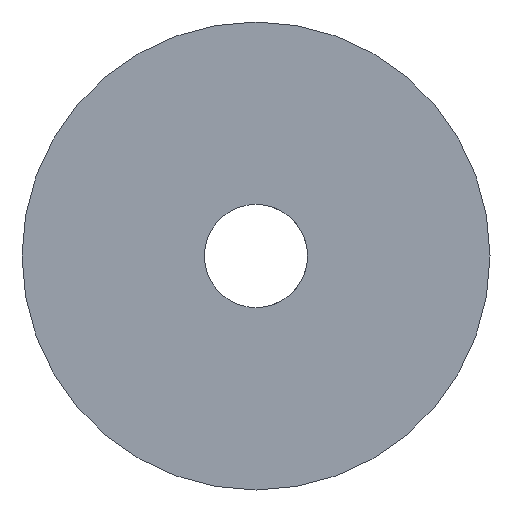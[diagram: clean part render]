
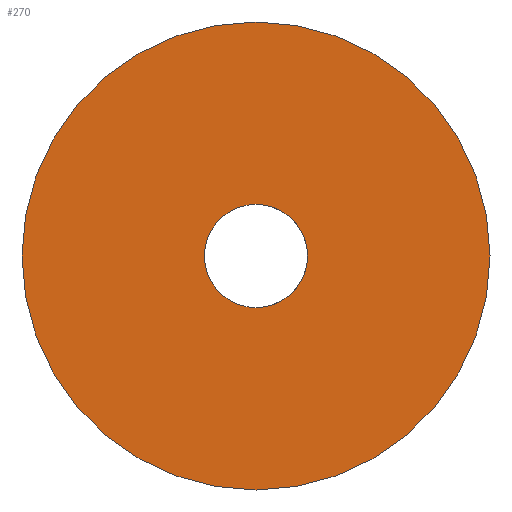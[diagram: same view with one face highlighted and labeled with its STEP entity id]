
A CAD part, front view. The second image highlights one B-rep face of the part: STEP entity #270.
In plain terms, the highlighted planar face has unit normal (0, -1, 0).
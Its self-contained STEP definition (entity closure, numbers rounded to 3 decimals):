
#4 = CARTESIAN_POINT ( 'NONE',  ( 0., 0., -1.4 ) ) ;
#10 = ORIENTED_EDGE ( 'NONE', *, *, #551, .F. ) ;
#17 = VERTEX_POINT ( 'NONE', #4 ) ;
#19 = AXIS2_PLACEMENT_3D ( 'NONE', #365, #331, #123 ) ;
#27 = EDGE_CURVE ( 'NONE', #410, #253, #589, .T. ) ;
#38 = FACE_OUTER_BOUND ( 'NONE', #420, .T. ) ;
#46 = DIRECTION ( 'NONE',  ( 0., 0., 1. ) ) ;
#48 = DIRECTION ( 'NONE',  ( 0., 1., 0. ) ) ;
#108 = CARTESIAN_POINT ( 'NONE',  ( 0., 0., 6.35 ) ) ;
#123 = DIRECTION ( 'NONE',  ( 0., 0., 1. ) ) ;
#145 = EDGE_CURVE ( 'NONE', #17, #618, #248, .T. ) ;
#146 = DIRECTION ( 'NONE',  ( 0., 0., 1. ) ) ;
#156 = EDGE_LOOP ( 'NONE', ( #521, #345 ) ) ;
#211 = EDGE_CURVE ( 'NONE', #618, #17, #294, .T. ) ;
#240 = FACE_BOUND ( 'NONE', #156, .T. ) ;
#244 = CARTESIAN_POINT ( 'NONE',  ( 0., 0., 0. ) ) ;
#248 = CIRCLE ( 'NONE', #648, 1.4 ) ;
#250 = CIRCLE ( 'NONE', #451, 6.35 ) ;
#253 = VERTEX_POINT ( 'NONE', #455 ) ;
#270 = ADVANCED_FACE ( 'NONE', ( #240, #38 ), #646, .F. ) ;
#290 = CARTESIAN_POINT ( 'NONE',  ( 0., 0., 0. ) ) ;
#294 = CIRCLE ( 'NONE', #537, 1.4 ) ;
#331 = DIRECTION ( 'NONE',  ( 0., 1., 0. ) ) ;
#344 = DIRECTION ( 'NONE',  ( 0., 1., 0. ) ) ;
#345 = ORIENTED_EDGE ( 'NONE', *, *, #145, .T. ) ;
#365 = CARTESIAN_POINT ( 'NONE',  ( 0., 0., 0. ) ) ;
#391 = DIRECTION ( 'NONE',  ( 0., 1., 0. ) ) ;
#392 = CARTESIAN_POINT ( 'NONE',  ( 0., 0., 0. ) ) ;
#408 = AXIS2_PLACEMENT_3D ( 'NONE', #290, #489, #493 ) ;
#410 = VERTEX_POINT ( 'NONE', #108 ) ;
#420 = EDGE_LOOP ( 'NONE', ( #558, #10 ) ) ;
#443 = DIRECTION ( 'NONE',  ( 0., 0., 1. ) ) ;
#451 = AXIS2_PLACEMENT_3D ( 'NONE', #392, #344, #146 ) ;
#455 = CARTESIAN_POINT ( 'NONE',  ( 0., 0., -6.35 ) ) ;
#489 = DIRECTION ( 'NONE',  ( 0., 1., 0. ) ) ;
#493 = DIRECTION ( 'NONE',  ( 0., 0., 1. ) ) ;
#495 = CARTESIAN_POINT ( 'NONE',  ( 0., 0., 0. ) ) ;
#521 = ORIENTED_EDGE ( 'NONE', *, *, #211, .T. ) ;
#537 = AXIS2_PLACEMENT_3D ( 'NONE', #495, #48, #443 ) ;
#551 = EDGE_CURVE ( 'NONE', #253, #410, #250, .T. ) ;
#558 = ORIENTED_EDGE ( 'NONE', *, *, #27, .F. ) ;
#589 = CIRCLE ( 'NONE', #19, 6.35 ) ;
#618 = VERTEX_POINT ( 'NONE', #620 ) ;
#620 = CARTESIAN_POINT ( 'NONE',  ( 0., 0., 1.4 ) ) ;
#646 = PLANE ( 'NONE',  #408 ) ;
#648 = AXIS2_PLACEMENT_3D ( 'NONE', #244, #391, #46 ) ;
